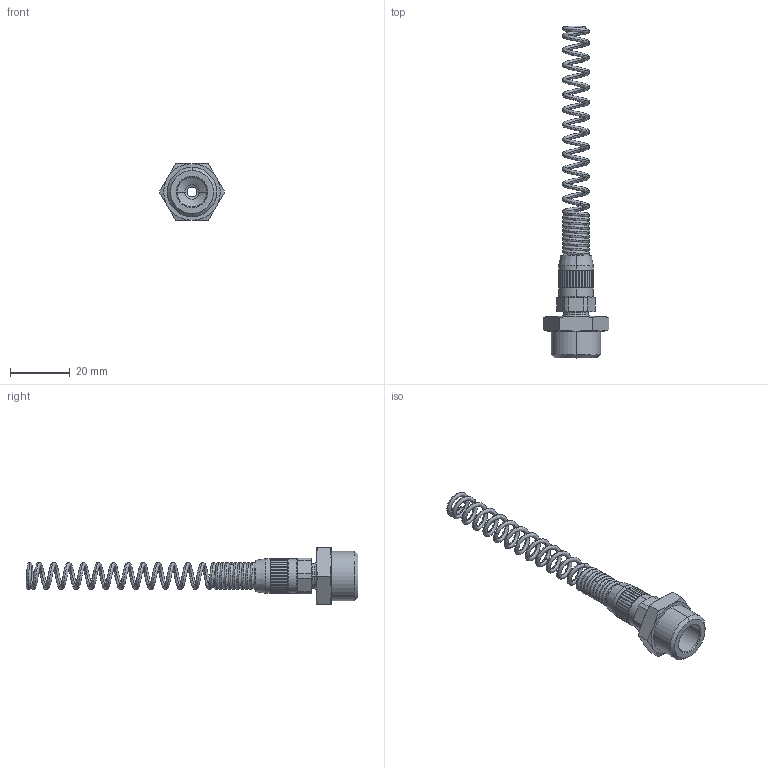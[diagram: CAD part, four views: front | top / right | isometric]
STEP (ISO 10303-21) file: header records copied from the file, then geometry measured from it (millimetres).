
FILE_DESCRIPTION((''),'2;1');
FILE_NAME('300366B_151M-6-4KS-3-8','2013-04-15T',('avs330'),(''),'PRO/ENGINEER BY PARAMETRIC TECHNOLOGY CORPORATION, 2010430','PRO/ENGINEER BY PARAMETRIC TECHNOLOGY CORPORATION, 2010430','');
FILE_SCHEMA(('CONFIG_CONTROL_DESIGN'));
Length unit declared in the file: millimetre
Products named in the file (1): 300366B_151M-6-4KS-3-8
Bounding box: 21.94 x 111.5 x 19 mm (x, y, z)
Volume: 4789.4 mm3; surface area: 6404.6 mm2
Topology: 2 solids, 2 shells, 227 faces, 578 edges, 360 vertices
Faces by surface type: plane 93, cylinder 64, cone 46, bspline 18, torus 6
Entity records: 14604 total; most frequent: CARTESIAN_POINT 9455, ORIENTED_EDGE 1156, DIRECTION 946, EDGE_CURVE 578, AXIS2_PLACEMENT_3D 385, VERTEX_POINT 360, EDGE_LOOP 234, FACE_OUTER_BOUND 227
